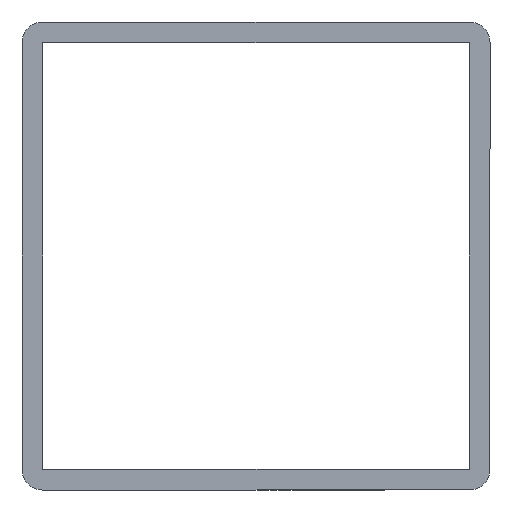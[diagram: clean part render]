
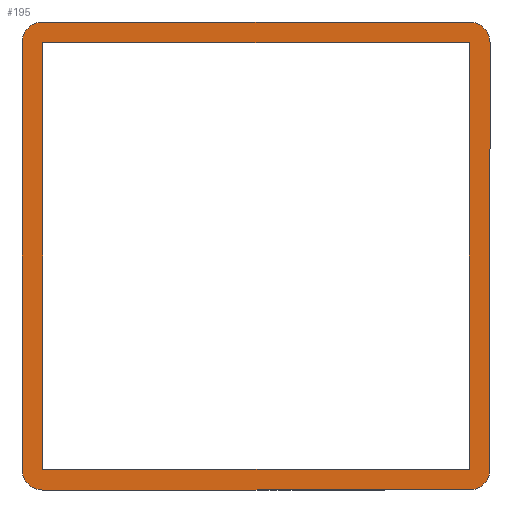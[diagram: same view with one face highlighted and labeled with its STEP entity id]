
A CAD part, front view. The second image highlights one B-rep face of the part: STEP entity #195.
In plain terms, the highlighted planar face has unit normal (0, -1, 0).
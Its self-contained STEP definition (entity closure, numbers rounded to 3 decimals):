
#1 = VERTEX_POINT ( 'NONE', #283 ) ;
#18 = EDGE_CURVE ( 'NONE', #40, #1174, #369, .T. ) ;
#20 = VERTEX_POINT ( 'NONE', #375 ) ;
#40 = VERTEX_POINT ( 'NONE', #538 ) ;
#43 = ORIENTED_EDGE ( 'NONE', *, *, #66, .T. ) ;
#59 = ORIENTED_EDGE ( 'NONE', *, *, #82, .F. ) ;
#66 = EDGE_CURVE ( 'NONE', #1, #206, #759, .T. ) ;
#72 = ORIENTED_EDGE ( 'NONE', *, *, #98, .F. ) ;
#82 = EDGE_CURVE ( 'NONE', #99, #20, #966, .T. ) ;
#98 = EDGE_CURVE ( 'NONE', #1076, #40, #1107, .T. ) ;
#99 = VERTEX_POINT ( 'NONE', #1111 ) ;
#112 = EDGE_LOOP ( 'NONE', ( #144, #252, #1176, #43 ) ) ;
#125 = ORIENTED_EDGE ( 'NONE', *, *, #150, .F. ) ;
#144 = ORIENTED_EDGE ( 'NONE', *, *, #178, .T. ) ;
#150 = EDGE_CURVE ( 'NONE', #177, #99, #768, .T. ) ;
#173 = EDGE_CURVE ( 'NONE', #727, #1, #972, .T. ) ;
#177 = VERTEX_POINT ( 'NONE', #976 ) ;
#178 = EDGE_CURVE ( 'NONE', #206, #227, #977, .T. ) ;
#182 = ORIENTED_EDGE ( 'NONE', *, *, #18, .F. ) ;
#195 = ADVANCED_FACE ( 'NONE', ( #1055, #1056 ), #1075, .F. ) ;
#199 = EDGE_CURVE ( 'NONE', #20, #882, #1092, .T. ) ;
#206 = VERTEX_POINT ( 'NONE', #314 ) ;
#226 = EDGE_LOOP ( 'NONE', ( #359, #1189, #59, #125, #228, #745, #182, #72 ) ) ;
#227 = VERTEX_POINT ( 'NONE', #408 ) ;
#228 = ORIENTED_EDGE ( 'NONE', *, *, #247, .F. ) ;
#247 = EDGE_CURVE ( 'NONE', #342, #177, #633, .T. ) ;
#252 = ORIENTED_EDGE ( 'NONE', *, *, #517, .T. ) ;
#283 = CARTESIAN_POINT ( 'NONE',  ( -20.5, -235., 20.5 ) ) ;
#314 = CARTESIAN_POINT ( 'NONE',  ( 20.5, -235., 20.5 ) ) ;
#342 = VERTEX_POINT ( 'NONE', #810 ) ;
#359 = ORIENTED_EDGE ( 'NONE', *, *, #673, .F. ) ;
#369 = CIRCLE ( 'NONE', #370, 2. ) ;
#370 = AXIS2_PLACEMENT_3D ( 'NONE', #371, #372, #373 ) ;
#371 = CARTESIAN_POINT ( 'NONE',  ( -20.5, -235., -20.5 ) ) ;
#372 = DIRECTION ( 'NONE',  ( 0., 1., 0. ) ) ;
#373 = DIRECTION ( 'NONE',  ( 0., 0., 1. ) ) ;
#374 = CARTESIAN_POINT ( 'NONE',  ( 22.5, -235., -20.5 ) ) ;
#375 = CARTESIAN_POINT ( 'NONE',  ( 22.5, -235., 20.5 ) ) ;
#408 = CARTESIAN_POINT ( 'NONE',  ( 20.5, -235., -20.5 ) ) ;
#505 = LINE ( 'NONE', #506, #507 ) ;
#506 = CARTESIAN_POINT ( 'NONE',  ( -22.5, -235., -20.5 ) ) ;
#507 = VECTOR ( 'NONE', #508, 1000. ) ;
#508 = DIRECTION ( 'NONE',  ( 0., 0., 1. ) ) ;
#514 = CARTESIAN_POINT ( 'NONE',  ( 20.5, -235., -22.5 ) ) ;
#517 = EDGE_CURVE ( 'NONE', #227, #727, #981, .T. ) ;
#538 = CARTESIAN_POINT ( 'NONE',  ( -20.5, -235., -22.5 ) ) ;
#633 = CIRCLE ( 'NONE', #634, 2. ) ;
#634 = AXIS2_PLACEMENT_3D ( 'NONE', #635, #636, #638 ) ;
#635 = CARTESIAN_POINT ( 'NONE',  ( -20.5, -235., 20.5 ) ) ;
#636 = DIRECTION ( 'NONE',  ( 0., 1., 0. ) ) ;
#638 = DIRECTION ( 'NONE',  ( 0., 0., 1. ) ) ;
#673 = EDGE_CURVE ( 'NONE', #882, #1076, #1087, .T. ) ;
#691 = CARTESIAN_POINT ( 'NONE',  ( -22.5, -235., -20.5 ) ) ;
#727 = VERTEX_POINT ( 'NONE', #1118 ) ;
#745 = ORIENTED_EDGE ( 'NONE', *, *, #1058, .F. ) ;
#759 = LINE ( 'NONE', #760, #761 ) ;
#760 = CARTESIAN_POINT ( 'NONE',  ( 20.5, -235., 20.5 ) ) ;
#761 = VECTOR ( 'NONE', #762, 1000. ) ;
#762 = DIRECTION ( 'NONE',  ( 1., 0., 0. ) ) ;
#768 = LINE ( 'NONE', #769, #770 ) ;
#769 = CARTESIAN_POINT ( 'NONE',  ( -20.5, -235., 22.5 ) ) ;
#770 = VECTOR ( 'NONE', #771, 1000. ) ;
#771 = DIRECTION ( 'NONE',  ( 1., 0., 0. ) ) ;
#810 = CARTESIAN_POINT ( 'NONE',  ( -22.5, -235., 20.5 ) ) ;
#882 = VERTEX_POINT ( 'NONE', #374 ) ;
#966 = CIRCLE ( 'NONE', #967, 2. ) ;
#967 = AXIS2_PLACEMENT_3D ( 'NONE', #969, #970, #971 ) ;
#969 = CARTESIAN_POINT ( 'NONE',  ( 20.5, -235., 20.5 ) ) ;
#970 = DIRECTION ( 'NONE',  ( 0., 1., 0. ) ) ;
#971 = DIRECTION ( 'NONE',  ( 0., 0., 1. ) ) ;
#972 = LINE ( 'NONE', #973, #974 ) ;
#973 = CARTESIAN_POINT ( 'NONE',  ( -20.5, -235., -20.5 ) ) ;
#974 = VECTOR ( 'NONE', #975, 1000. ) ;
#975 = DIRECTION ( 'NONE',  ( 0., 0., 1. ) ) ;
#976 = CARTESIAN_POINT ( 'NONE',  ( -20.5, -235., 22.5 ) ) ;
#977 = LINE ( 'NONE', #978, #979 ) ;
#978 = CARTESIAN_POINT ( 'NONE',  ( 20.5, -235., -20.5 ) ) ;
#979 = VECTOR ( 'NONE', #980, 1000. ) ;
#980 = DIRECTION ( 'NONE',  ( 0., 0., -1. ) ) ;
#981 = LINE ( 'NONE', #982, #983 ) ;
#982 = CARTESIAN_POINT ( 'NONE',  ( 20.5, -235., -20.5 ) ) ;
#983 = VECTOR ( 'NONE', #984, 1000. ) ;
#984 = DIRECTION ( 'NONE',  ( -1., 0., 0. ) ) ;
#1055 = FACE_OUTER_BOUND ( 'NONE', #226, .T. ) ;
#1056 = FACE_BOUND ( 'NONE', #112, .T. ) ;
#1058 = EDGE_CURVE ( 'NONE', #1174, #342, #505, .T. ) ;
#1075 = PLANE ( 'NONE',  #1077 ) ;
#1076 = VERTEX_POINT ( 'NONE', #514 ) ;
#1077 = AXIS2_PLACEMENT_3D ( 'NONE', #1078, #1079, #1080 ) ;
#1078 = CARTESIAN_POINT ( 'NONE',  ( 20.5, -235., -20.5 ) ) ;
#1079 = DIRECTION ( 'NONE',  ( 0., 1., 0. ) ) ;
#1080 = DIRECTION ( 'NONE',  ( 0., 0., 1. ) ) ;
#1087 = CIRCLE ( 'NONE', #1088, 2. ) ;
#1088 = AXIS2_PLACEMENT_3D ( 'NONE', #1089, #1090, #1091 ) ;
#1089 = CARTESIAN_POINT ( 'NONE',  ( 20.5, -235., -20.5 ) ) ;
#1090 = DIRECTION ( 'NONE',  ( 0., 1., 0. ) ) ;
#1091 = DIRECTION ( 'NONE',  ( 0., 0., -1. ) ) ;
#1092 = LINE ( 'NONE', #1096, #1097 ) ;
#1096 = CARTESIAN_POINT ( 'NONE',  ( 22.5, -235., -20.5 ) ) ;
#1097 = VECTOR ( 'NONE', #1098, 1000. ) ;
#1098 = DIRECTION ( 'NONE',  ( 0., 0., -1. ) ) ;
#1107 = LINE ( 'NONE', #1108, #1109 ) ;
#1108 = CARTESIAN_POINT ( 'NONE',  ( -20.5, -235., -22.5 ) ) ;
#1109 = VECTOR ( 'NONE', #1110, 1000. ) ;
#1110 = DIRECTION ( 'NONE',  ( -1., 0., 0. ) ) ;
#1111 = CARTESIAN_POINT ( 'NONE',  ( 20.5, -235., 22.5 ) ) ;
#1118 = CARTESIAN_POINT ( 'NONE',  ( -20.5, -235., -20.5 ) ) ;
#1174 = VERTEX_POINT ( 'NONE', #691 ) ;
#1176 = ORIENTED_EDGE ( 'NONE', *, *, #173, .T. ) ;
#1189 = ORIENTED_EDGE ( 'NONE', *, *, #199, .F. ) ;
